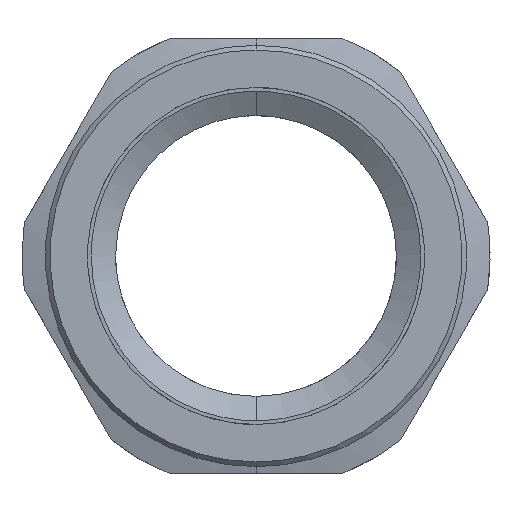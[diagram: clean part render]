
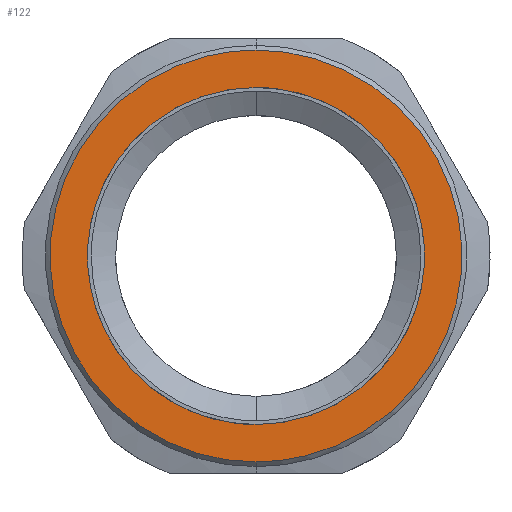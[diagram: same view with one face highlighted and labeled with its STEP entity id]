
A CAD part, front view. The second image highlights one B-rep face of the part: STEP entity #122.
In plain terms, the highlighted planar face has unit normal (0, -1, 0).
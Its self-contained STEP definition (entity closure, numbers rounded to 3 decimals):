
#61=FACE_BOUND('',#277,.T.);
#122=ADVANCED_FACE('',(#195,#61),#1093,.T.);
#195=FACE_OUTER_BOUND('',#276,.T.);
#276=EDGE_LOOP('',(#570,#571));
#277=EDGE_LOOP('',(#572,#573));
#570=ORIENTED_EDGE('',*,*,#763,.F.);
#571=ORIENTED_EDGE('',*,*,#805,.F.);
#572=ORIENTED_EDGE('',*,*,#769,.F.);
#573=ORIENTED_EDGE('',*,*,#789,.F.);
#763=EDGE_CURVE('',#1053,#1054,#921,.T.);
#769=EDGE_CURVE('',#1058,#1055,#927,.T.);
#789=EDGE_CURVE('',#1055,#1058,#947,.T.);
#805=EDGE_CURVE('',#1054,#1053,#949,.T.);
#921=(
BOUNDED_CURVE()
B_SPLINE_CURVE(2,(#2777,#2778,#2779,#2780,#2781),.UNSPECIFIED.,.F.,.F.)
B_SPLINE_CURVE_WITH_KNOTS((3,2,3),(-96.761,-48.381,
0.),.UNSPECIFIED.)
CURVE()
GEOMETRIC_REPRESENTATION_ITEM()
RATIONAL_B_SPLINE_CURVE((1.,0.707,1.,0.707,1.))
REPRESENTATION_ITEM('')
);
#927=(
BOUNDED_CURVE()
B_SPLINE_CURVE(2,(#2795,#2796,#2797,#2798,#2799),.UNSPECIFIED.,.F.,.F.)
B_SPLINE_CURVE_WITH_KNOTS((3,2,3),(-79.168,-39.584,
0.),.UNSPECIFIED.)
CURVE()
GEOMETRIC_REPRESENTATION_ITEM()
RATIONAL_B_SPLINE_CURVE((1.,0.707,1.,0.707,1.))
REPRESENTATION_ITEM('')
);
#947=(
BOUNDED_CURVE()
B_SPLINE_CURVE(2,(#2847,#2848,#2849,#2850,#2851),.UNSPECIFIED.,.F.,.F.)
B_SPLINE_CURVE_WITH_KNOTS((3,2,3),(-79.168,-39.584,
0.),.UNSPECIFIED.)
CURVE()
GEOMETRIC_REPRESENTATION_ITEM()
RATIONAL_B_SPLINE_CURVE((1.,0.707,1.,0.707,1.))
REPRESENTATION_ITEM('')
);
#949=(
BOUNDED_CURVE()
B_SPLINE_CURVE(2,(#2929,#2930,#2931,#2932,#2933),.UNSPECIFIED.,.F.,.F.)
B_SPLINE_CURVE_WITH_KNOTS((3,2,3),(-96.761,-48.381,
0.),.UNSPECIFIED.)
CURVE()
GEOMETRIC_REPRESENTATION_ITEM()
RATIONAL_B_SPLINE_CURVE((1.,0.707,1.,0.707,1.))
REPRESENTATION_ITEM('')
);
#1053=VERTEX_POINT('',#2715);
#1054=VERTEX_POINT('',#2716);
#1055=VERTEX_POINT('',#2717);
#1058=VERTEX_POINT('',#2720);
#1093=PLANE('',#1343);
#1343=AXIS2_PLACEMENT_3D('',#2611,#1373,$);
#1373=DIRECTION('',(0.,-1.,0.));
#2611=CARTESIAN_POINT('',(-36.961,0.,67.761));
#2715=CARTESIAN_POINT('',(0.,0.,61.6));
#2716=CARTESIAN_POINT('',(0.,0.,0.));
#2717=CARTESIAN_POINT('',(0.,0.,5.6));
#2720=CARTESIAN_POINT('',(0.,0.,56.));
#2777=CARTESIAN_POINT('',(0.,0.,61.6));
#2778=CARTESIAN_POINT('',(30.8,0.,61.6));
#2779=CARTESIAN_POINT('',(30.8,0.,30.8));
#2780=CARTESIAN_POINT('',(30.8,0.,0.));
#2781=CARTESIAN_POINT('',(0.,0.,0.));
#2795=CARTESIAN_POINT('',(0.,0.,56.));
#2796=CARTESIAN_POINT('',(-25.2,0.,56.));
#2797=CARTESIAN_POINT('',(-25.2,0.,30.8));
#2798=CARTESIAN_POINT('',(-25.2,0.,5.6));
#2799=CARTESIAN_POINT('',(0.,0.,5.6));
#2847=CARTESIAN_POINT('',(0.,0.,5.6));
#2848=CARTESIAN_POINT('',(25.2,0.,5.6));
#2849=CARTESIAN_POINT('',(25.2,0.,30.8));
#2850=CARTESIAN_POINT('',(25.2,0.,56.));
#2851=CARTESIAN_POINT('',(0.,0.,56.));
#2929=CARTESIAN_POINT('',(0.,0.,0.));
#2930=CARTESIAN_POINT('',(-30.8,0.,0.));
#2931=CARTESIAN_POINT('',(-30.8,0.,30.8));
#2932=CARTESIAN_POINT('',(-30.8,0.,61.6));
#2933=CARTESIAN_POINT('',(0.,0.,61.6));
